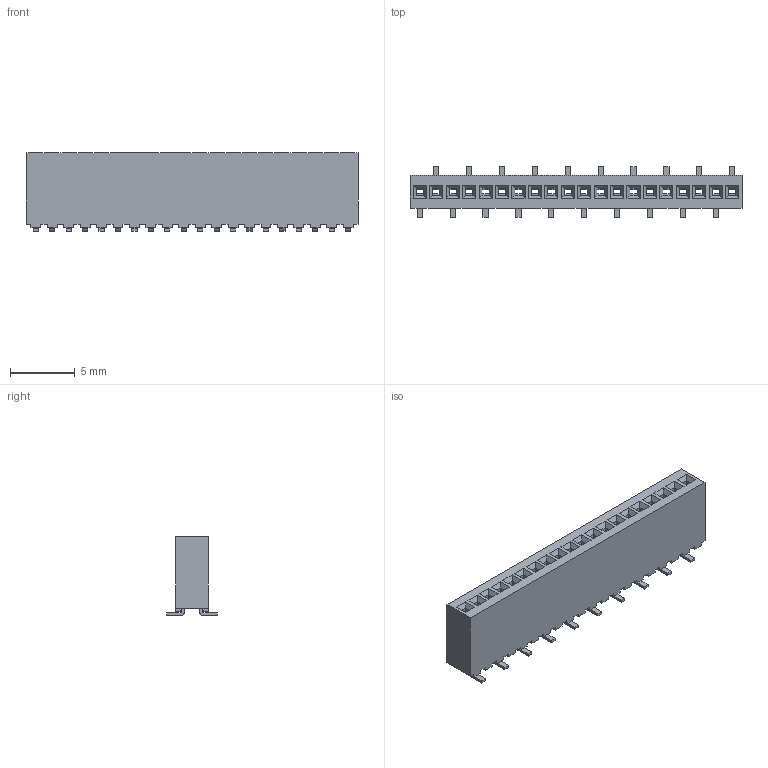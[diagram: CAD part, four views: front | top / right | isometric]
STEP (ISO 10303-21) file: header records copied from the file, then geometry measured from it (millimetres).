
FILE_DESCRIPTION(('FreeCAD Model'),'2;1');
FILE_NAME('Open CASCADE Shape Model','2025-01-14T14:34:38',(''),(''), 'Open CASCADE STEP processor 7.8','FreeCAD','Unknown');
FILE_SCHEMA(('AUTOMOTIVE_DESIGN { 1 0 10303 214 1 1 1 1 }'));
Length unit declared in the file: millimetre
Products named in the file (4): RSM-120-02-STL-S; RSM-120-02-S_socket; C-64-02-20-SSTL; C-64-02-20-SSTL2
Assembly tree (3 placements, depth 2):
  RSM-120-02-STL-S
    RSM-120-02-S_socket
    C-64-02-20-SSTL
    C-64-02-20-SSTL2
Bounding box: 25.65 x 3.94 x 6.1 mm (x, y, z)
Volume: 498.9 mm3; surface area: 1295.9 mm2
Topology: 3 solids, 3 shells, 758 faces, 2236 edges, 1464 vertices
Faces by surface type: plane 678, cylinder 80
Entity records: 25113 total; most frequent: ORIENTED_EDGE 4472, CARTESIAN_POINT 4462, DIRECTION 3920, EDGE_CURVE 2236, LINE 2076, VECTOR 2076, VERTEX_POINT 1464, AXIS2_PLACEMENT_3D 922
